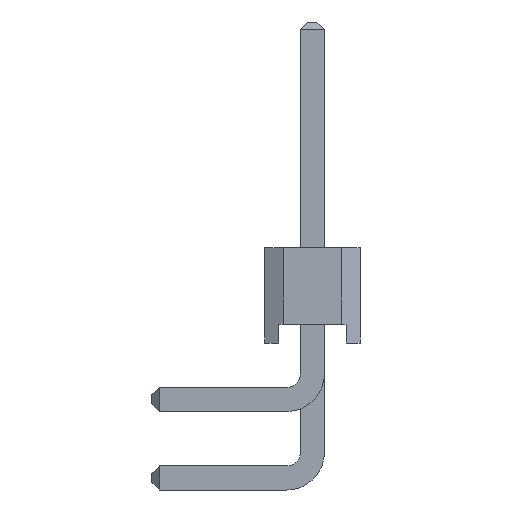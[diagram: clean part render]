
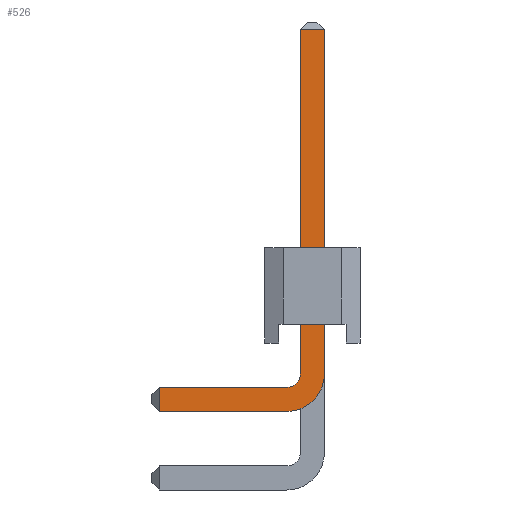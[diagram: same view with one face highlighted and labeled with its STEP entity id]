
A CAD part, left-side view. The second image highlights one B-rep face of the part: STEP entity #526.
In plain terms, the highlighted planar face has unit normal (-1, 0, 0).
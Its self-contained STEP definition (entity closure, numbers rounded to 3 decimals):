
#526 = ADVANCED_FACE( '', ( #1104 ), #1105, .T. );
#1104 = FACE_OUTER_BOUND( '', #1734, .T. );
#1105 = PLANE( '', #1735 );
#1734 = EDGE_LOOP( '', ( #3309, #3310, #3311, #3312, #3313, #3314, #3315, #3316 ) );
#1735 = AXIS2_PLACEMENT_3D( '', #3317, #3318, #3319 );
#3309 = ORIENTED_EDGE( '', *, *, #4051, .F. );
#3310 = ORIENTED_EDGE( '', *, *, #4338, .T. );
#3311 = ORIENTED_EDGE( '', *, *, #3954, .F. );
#3312 = ORIENTED_EDGE( '', *, *, #3838, .F. );
#3313 = ORIENTED_EDGE( '', *, *, #4070, .F. );
#3314 = ORIENTED_EDGE( '', *, *, #4074, .T. );
#3315 = ORIENTED_EDGE( '', *, *, #4422, .F. );
#3316 = ORIENTED_EDGE( '', *, *, #3862, .F. );
#3317 = CARTESIAN_POINT( '', ( -0.32, 0.68, -4.18 ) );
#3318 = DIRECTION( '', ( -1., 0., 0. ) );
#3319 = DIRECTION( '', ( 0., 0., 1. ) );
#3838 = EDGE_CURVE( '', #4636, #4637, #4638, .T. );
#3862 = EDGE_CURVE( '', #4680, #4681, #4682, .T. );
#3954 = EDGE_CURVE( '', #4637, #4739, #4839, .T. );
#4051 = EDGE_CURVE( '', #4995, #4680, #4997, .T. );
#4070 = EDGE_CURVE( '', #5025, #4636, #5027, .T. );
#4074 = EDGE_CURVE( '', #5025, #5030, #5032, .T. );
#4338 = EDGE_CURVE( '', #4995, #4739, #5415, .T. );
#4422 = EDGE_CURVE( '', #4681, #5030, #5518, .T. );
#4636 = VERTEX_POINT( '', #5800 );
#4637 = VERTEX_POINT( '', #5801 );
#4638 = CIRCLE( '', #5802, 1. );
#4680 = VERTEX_POINT( '', #5862 );
#4681 = VERTEX_POINT( '', #5863 );
#4682 = CIRCLE( '', #5864, 0.36 );
#4739 = VERTEX_POINT( '', #5946 );
#4839 = LINE( '', #6094, #6095 );
#4995 = VERTEX_POINT( '', #6326 );
#4997 = LINE( '', #6329, #6330 );
#5025 = VERTEX_POINT( '', #6371 );
#5027 = LINE( '', #6374, #6375 );
#5030 = VERTEX_POINT( '', #6379 );
#5032 = LINE( '', #6382, #6383 );
#5415 = LINE( '', #6972, #6973 );
#5518 = LINE( '', #7126, #7127 );
#5800 = CARTESIAN_POINT( '', ( -0.32, -0.32, -4.18 ) );
#5801 = CARTESIAN_POINT( '', ( -0.32, 0.68, -5.18 ) );
#5802 = AXIS2_PLACEMENT_3D( '', #7316, #7317, #7318 );
#5862 = CARTESIAN_POINT( '', ( -0.32, 0.68, -4.54 ) );
#5863 = CARTESIAN_POINT( '', ( -0.32, 0.32, -4.18 ) );
#5864 = AXIS2_PLACEMENT_3D( '', #7340, #7341, #7342 );
#5946 = CARTESIAN_POINT( '', ( -0.32, 4.07, -5.18 ) );
#6094 = CARTESIAN_POINT( '', ( -0.32, 4.27, -5.18 ) );
#6095 = VECTOR( '', #7419, 1000. );
#6326 = CARTESIAN_POINT( '', ( -0.32, 4.07, -4.54 ) );
#6329 = CARTESIAN_POINT( '', ( -0.32, 4.27, -4.54 ) );
#6330 = VECTOR( '', #7496, 1000. );
#6371 = CARTESIAN_POINT( '', ( -0.32, -0.32, 4.98 ) );
#6374 = CARTESIAN_POINT( '', ( -0.32, -0.32, -4.18 ) );
#6375 = VECTOR( '', #7511, 1000. );
#6379 = CARTESIAN_POINT( '', ( -0.32, 0.32, 4.98 ) );
#6382 = CARTESIAN_POINT( '', ( -0.32, 0.32, 4.98 ) );
#6383 = VECTOR( '', #7514, 1000. );
#6972 = CARTESIAN_POINT( '', ( -0.32, 4.07, -5.18 ) );
#6973 = VECTOR( '', #7721, 1000. );
#7126 = CARTESIAN_POINT( '', ( -0.32, 0.32, -4.18 ) );
#7127 = VECTOR( '', #7772, 1000. );
#7316 = CARTESIAN_POINT( '', ( -0.32, 0.68, -4.18 ) );
#7317 = DIRECTION( '', ( 1., 0., 0. ) );
#7318 = DIRECTION( '', ( 0., 1., 0. ) );
#7340 = CARTESIAN_POINT( '', ( -0.32, 0.68, -4.18 ) );
#7341 = DIRECTION( '', ( -1., 0., 0. ) );
#7342 = DIRECTION( '', ( 0., 1., 0. ) );
#7419 = DIRECTION( '', ( 0., 1., 0. ) );
#7496 = DIRECTION( '', ( 0., -1., 0. ) );
#7511 = DIRECTION( '', ( 0., 0., -1. ) );
#7514 = DIRECTION( '', ( 0., 1., 0. ) );
#7721 = DIRECTION( '', ( 0., 0., -1. ) );
#7772 = DIRECTION( '', ( 0., 0., 1. ) );
